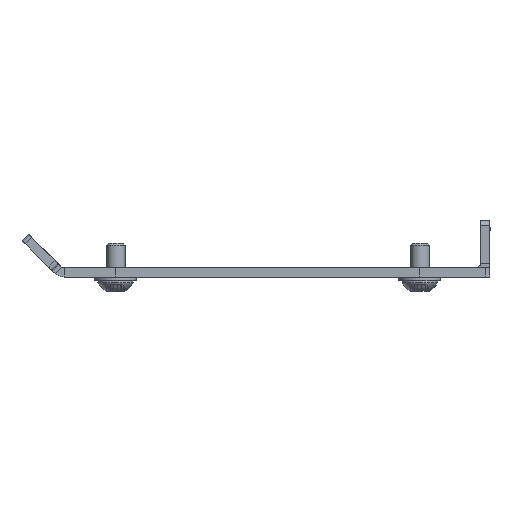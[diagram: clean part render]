
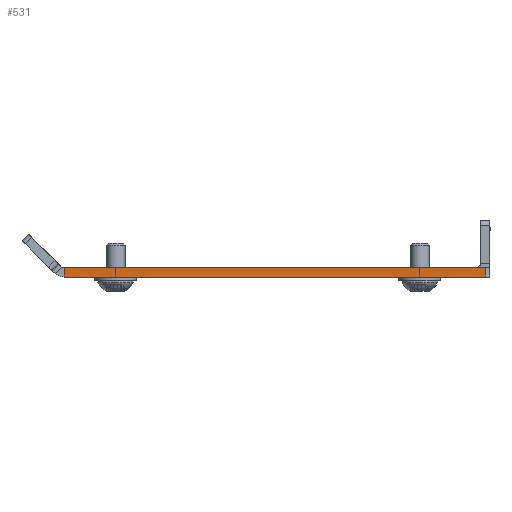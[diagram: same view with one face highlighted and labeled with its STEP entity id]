
A CAD part, left-side view. The second image highlights one B-rep face of the part: STEP entity #531.
In plain terms, the highlighted planar face has unit normal (-1, 0, 0).
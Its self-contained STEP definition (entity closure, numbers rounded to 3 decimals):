
#76 = VERTEX_POINT ( 'NONE', #987 ) ;
#169 = AXIS2_PLACEMENT_3D ( 'NONE', #2707, #277, #1334 ) ;
#194 = ORIENTED_EDGE ( 'NONE', *, *, #419, .T. ) ;
#277 = DIRECTION ( 'NONE',  ( 1., 0., 0. ) ) ;
#419 = EDGE_CURVE ( 'NONE', #76, #1658, #3137, .T. ) ;
#502 = VECTOR ( 'NONE', #2336, 1000. ) ;
#531 = ADVANCED_FACE ( 'NONE', ( #1868 ), #818, .F. ) ;
#600 = DIRECTION ( 'NONE',  ( 0., 0., -1. ) ) ;
#710 = LINE ( 'NONE', #1245, #2047 ) ;
#818 = PLANE ( 'NONE',  #169 ) ;
#931 = CARTESIAN_POINT ( 'NONE',  ( -322.5, 45.5, 2. ) ) ;
#987 = CARTESIAN_POINT ( 'NONE',  ( -322.5, -44.5, 0. ) ) ;
#1100 = EDGE_CURVE ( 'NONE', #3025, #76, #1737, .T. ) ;
#1187 = ORIENTED_EDGE ( 'NONE', *, *, #1100, .T. ) ;
#1245 = CARTESIAN_POINT ( 'NONE',  ( -322.5, -45.5, 2. ) ) ;
#1334 = DIRECTION ( 'NONE',  ( 0., 0., -1. ) ) ;
#1478 = EDGE_LOOP ( 'NONE', ( #1187, #194, #2593, #2768 ) ) ;
#1624 = EDGE_CURVE ( 'NONE', #2219, #1658, #710, .T. ) ;
#1658 = VERTEX_POINT ( 'NONE', #2383 ) ;
#1737 = LINE ( 'NONE', #2516, #2451 ) ;
#1749 = CARTESIAN_POINT ( 'NONE',  ( -322.5, 45.5, 0. ) ) ;
#1868 = FACE_OUTER_BOUND ( 'NONE', #1478, .T. ) ;
#2047 = VECTOR ( 'NONE', #3455, 1000. ) ;
#2056 = VECTOR ( 'NONE', #600, 1000. ) ;
#2095 = CARTESIAN_POINT ( 'NONE',  ( -322.5, -44.5, 2. ) ) ;
#2219 = VERTEX_POINT ( 'NONE', #2431 ) ;
#2336 = DIRECTION ( 'NONE',  ( 0., 0., 1. ) ) ;
#2383 = CARTESIAN_POINT ( 'NONE',  ( -322.5, -44.5, 2. ) ) ;
#2431 = CARTESIAN_POINT ( 'NONE',  ( -322.5, 45.5, 2. ) ) ;
#2448 = EDGE_CURVE ( 'NONE', #2219, #3025, #3067, .T. ) ;
#2451 = VECTOR ( 'NONE', #2766, 1000. ) ;
#2516 = CARTESIAN_POINT ( 'NONE',  ( -322.5, -45.5, 0. ) ) ;
#2593 = ORIENTED_EDGE ( 'NONE', *, *, #1624, .F. ) ;
#2707 = CARTESIAN_POINT ( 'NONE',  ( -322.5, -45.5, 2. ) ) ;
#2766 = DIRECTION ( 'NONE',  ( 0., -1., 0. ) ) ;
#2768 = ORIENTED_EDGE ( 'NONE', *, *, #2448, .T. ) ;
#3025 = VERTEX_POINT ( 'NONE', #1749 ) ;
#3067 = LINE ( 'NONE', #931, #2056 ) ;
#3137 = LINE ( 'NONE', #2095, #502 ) ;
#3455 = DIRECTION ( 'NONE',  ( 0., -1., 0. ) ) ;
